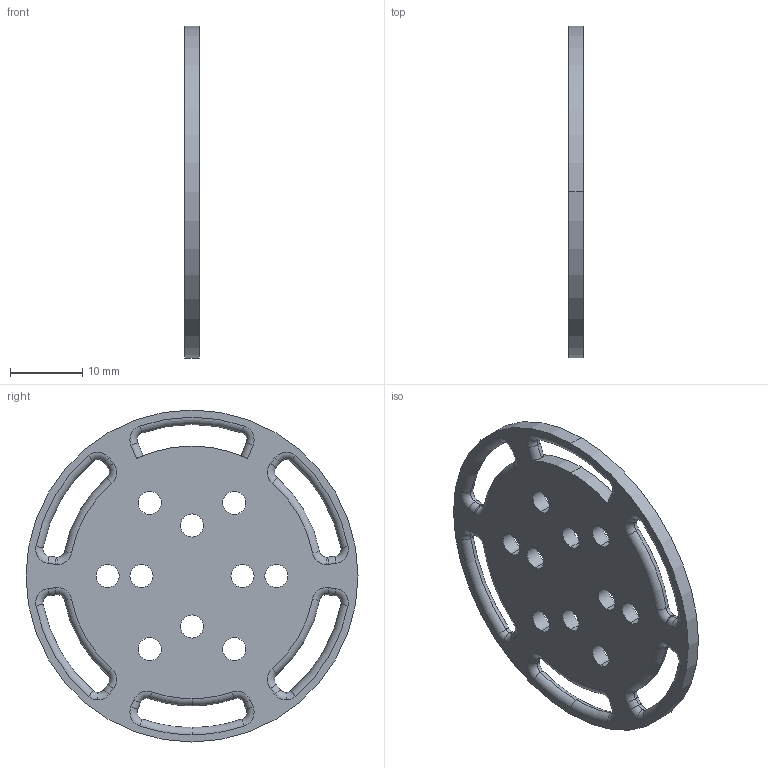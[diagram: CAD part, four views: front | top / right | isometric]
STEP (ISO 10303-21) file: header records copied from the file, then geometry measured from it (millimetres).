
FILE_DESCRIPTION (( 'STEP AP214' ), '1' );
FILE_NAME ('Stopper 2.STEP', '2025-04-10T15:15:48', ( '' ), ( '' ), 'SwSTEP 2.0', 'SolidWorks 2022', '' );
FILE_SCHEMA (( 'AUTOMOTIVE_DESIGN' ));
Length unit declared in the file: millimetre
Products named in the file (1): Stopper 2
Bounding box: 2 x 46 x 46 mm (x, y, z)
Volume: 2543.7 mm3; surface area: 3374.6 mm2
Topology: 1 solids, 1 shells, 128 faces, 328 edges, 202 vertices
Faces by surface type: torus 78, cylinder 48, plane 2
Entity records: 4115 total; most frequent: DIRECTION 847, CARTESIAN_POINT 687, ORIENTED_EDGE 656, AXIS2_PLACEMENT_3D 394, EDGE_CURVE 328, CIRCLE 265, VERTEX_POINT 202, EDGE_LOOP 160
